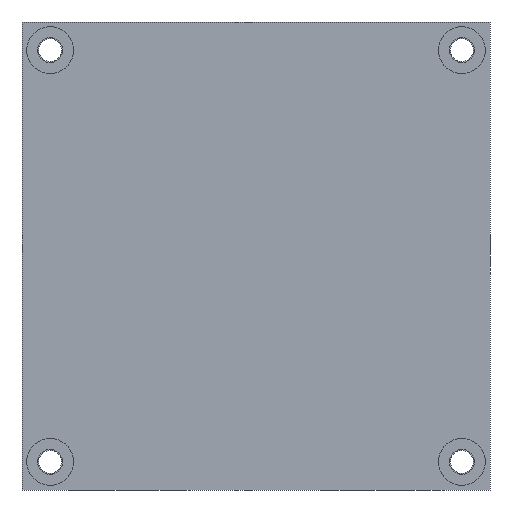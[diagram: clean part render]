
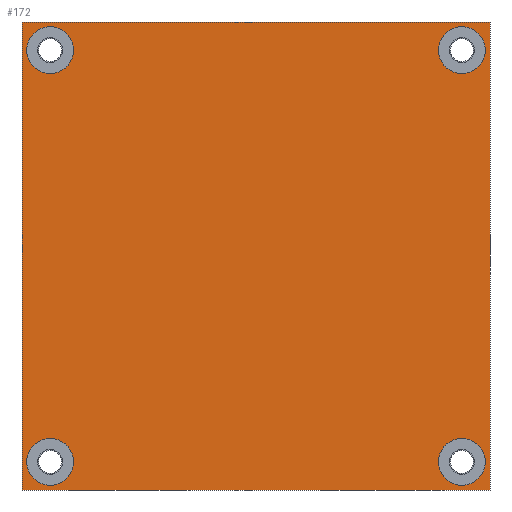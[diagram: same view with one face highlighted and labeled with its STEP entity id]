
A CAD part, front view. The second image highlights one B-rep face of the part: STEP entity #172.
In plain terms, the highlighted planar face has unit normal (0, -1, 0).
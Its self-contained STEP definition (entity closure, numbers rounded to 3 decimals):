
#172 = ADVANCED_FACE( '', ( #395, #396, #397, #398, #399 ), #400, .T. );
#395 = FACE_BOUND( '', #629, .T. );
#396 = FACE_BOUND( '', #630, .T. );
#397 = FACE_BOUND( '', #631, .T. );
#398 = FACE_BOUND( '', #632, .T. );
#399 = FACE_OUTER_BOUND( '', #633, .T. );
#400 = PLANE( '', #634 );
#629 = EDGE_LOOP( '', ( #1335, #1336 ) );
#630 = EDGE_LOOP( '', ( #1337, #1338 ) );
#631 = EDGE_LOOP( '', ( #1339, #1340 ) );
#632 = EDGE_LOOP( '', ( #1341, #1342 ) );
#633 = EDGE_LOOP( '', ( #1343, #1344, #1345, #1346 ) );
#634 = AXIS2_PLACEMENT_3D( '', #1347, #1348, #1349 );
#1335 = ORIENTED_EDGE( '', *, *, #1490, .T. );
#1336 = ORIENTED_EDGE( '', *, *, #1521, .T. );
#1337 = ORIENTED_EDGE( '', *, *, #1475, .T. );
#1338 = ORIENTED_EDGE( '', *, *, #1528, .T. );
#1339 = ORIENTED_EDGE( '', *, *, #1460, .T. );
#1340 = ORIENTED_EDGE( '', *, *, #1535, .T. );
#1341 = ORIENTED_EDGE( '', *, *, #1445, .T. );
#1342 = ORIENTED_EDGE( '', *, *, #1542, .T. );
#1343 = ORIENTED_EDGE( '', *, *, #1587, .T. );
#1344 = ORIENTED_EDGE( '', *, *, #1580, .F. );
#1345 = ORIENTED_EDGE( '', *, *, #1588, .T. );
#1346 = ORIENTED_EDGE( '', *, *, #1585, .T. );
#1347 = CARTESIAN_POINT( '', ( 50., 0., 0. ) );
#1348 = DIRECTION( '', ( 0., -1., 0. ) );
#1349 = DIRECTION( '', ( 1., 0., 0. ) );
#1445 = EDGE_CURVE( '', #1725, #1729, #1731, .T. );
#1460 = EDGE_CURVE( '', #1754, #1758, #1760, .T. );
#1475 = EDGE_CURVE( '', #1783, #1787, #1789, .T. );
#1490 = EDGE_CURVE( '', #1812, #1816, #1818, .T. );
#1521 = EDGE_CURVE( '', #1816, #1812, #1865, .T. );
#1528 = EDGE_CURVE( '', #1787, #1783, #1872, .T. );
#1535 = EDGE_CURVE( '', #1758, #1754, #1879, .T. );
#1542 = EDGE_CURVE( '', #1729, #1725, #1886, .T. );
#1580 = EDGE_CURVE( '', #1926, #1921, #1928, .T. );
#1585 = EDGE_CURVE( '', #1936, #1934, #1937, .T. );
#1587 = EDGE_CURVE( '', #1934, #1921, #1939, .T. );
#1588 = EDGE_CURVE( '', #1926, #1936, #1940, .T. );
#1725 = VERTEX_POINT( '', #2112 );
#1729 = VERTEX_POINT( '', #2117 );
#1731 = CIRCLE( '', #2120, 5. );
#1754 = VERTEX_POINT( '', #2149 );
#1758 = VERTEX_POINT( '', #2154 );
#1760 = CIRCLE( '', #2157, 5. );
#1783 = VERTEX_POINT( '', #2186 );
#1787 = VERTEX_POINT( '', #2191 );
#1789 = CIRCLE( '', #2194, 5. );
#1812 = VERTEX_POINT( '', #2223 );
#1816 = VERTEX_POINT( '', #2228 );
#1818 = CIRCLE( '', #2231, 5. );
#1865 = CIRCLE( '', #2358, 5. );
#1872 = CIRCLE( '', #2365, 5. );
#1879 = CIRCLE( '', #2372, 5. );
#1886 = CIRCLE( '', #2379, 5. );
#1921 = VERTEX_POINT( '', #2414 );
#1926 = VERTEX_POINT( '', #2421 );
#1928 = LINE( '', #2424, #2425 );
#1934 = VERTEX_POINT( '', #2434 );
#1936 = VERTEX_POINT( '', #2437 );
#1937 = LINE( '', #2438, #2439 );
#1939 = LINE( '', #2442, #2443 );
#1940 = LINE( '', #2444, #2445 );
#2112 = CARTESIAN_POINT( '', ( 49., 0., 6. ) );
#2117 = CARTESIAN_POINT( '', ( 39., 0., 6. ) );
#2120 = AXIS2_PLACEMENT_3D( '', #2585, #2586, #2587 );
#2149 = CARTESIAN_POINT( '', ( -39., 0., 94. ) );
#2154 = CARTESIAN_POINT( '', ( -49., 0., 94. ) );
#2157 = AXIS2_PLACEMENT_3D( '', #2614, #2615, #2616 );
#2186 = CARTESIAN_POINT( '', ( 49., 0., 94. ) );
#2191 = CARTESIAN_POINT( '', ( 39., 0., 94. ) );
#2194 = AXIS2_PLACEMENT_3D( '', #2643, #2644, #2645 );
#2223 = CARTESIAN_POINT( '', ( -39., 0., 6. ) );
#2228 = CARTESIAN_POINT( '', ( -49., 0., 6. ) );
#2231 = AXIS2_PLACEMENT_3D( '', #2672, #2673, #2674 );
#2358 = AXIS2_PLACEMENT_3D( '', #2731, #2732, #2733 );
#2365 = AXIS2_PLACEMENT_3D( '', #2752, #2753, #2754 );
#2372 = AXIS2_PLACEMENT_3D( '', #2773, #2774, #2775 );
#2379 = AXIS2_PLACEMENT_3D( '', #2794, #2795, #2796 );
#2414 = CARTESIAN_POINT( '', ( -50., 0., 100. ) );
#2421 = CARTESIAN_POINT( '', ( -50., 0., 0. ) );
#2424 = CARTESIAN_POINT( '', ( -50., 0., 0. ) );
#2425 = VECTOR( '', #2902, 1. );
#2434 = CARTESIAN_POINT( '', ( 50., 0., 100. ) );
#2437 = CARTESIAN_POINT( '', ( 50., 0., 0. ) );
#2438 = CARTESIAN_POINT( '', ( 50., 0., 0. ) );
#2439 = VECTOR( '', #2907, 1. );
#2442 = CARTESIAN_POINT( '', ( -50., 0., 100. ) );
#2443 = VECTOR( '', #2909, 1. );
#2444 = CARTESIAN_POINT( '', ( -50., 0., 0. ) );
#2445 = VECTOR( '', #2910, 1. );
#2585 = CARTESIAN_POINT( '', ( 44., 0., 6. ) );
#2586 = DIRECTION( '', ( 0., 1., 0. ) );
#2587 = DIRECTION( '', ( 1., 0., 0. ) );
#2614 = CARTESIAN_POINT( '', ( -44., 0., 94. ) );
#2615 = DIRECTION( '', ( 0., 1., 0. ) );
#2616 = DIRECTION( '', ( 1., 0., 0. ) );
#2643 = CARTESIAN_POINT( '', ( 44., 0., 94. ) );
#2644 = DIRECTION( '', ( 0., 1., 0. ) );
#2645 = DIRECTION( '', ( 1., 0., 0. ) );
#2672 = CARTESIAN_POINT( '', ( -44., 0., 6. ) );
#2673 = DIRECTION( '', ( 0., 1., 0. ) );
#2674 = DIRECTION( '', ( 1., 0., 0. ) );
#2731 = CARTESIAN_POINT( '', ( -44., 0., 6. ) );
#2732 = DIRECTION( '', ( 0., 1., 0. ) );
#2733 = DIRECTION( '', ( 1., 0., 0. ) );
#2752 = CARTESIAN_POINT( '', ( 44., 0., 94. ) );
#2753 = DIRECTION( '', ( 0., 1., 0. ) );
#2754 = DIRECTION( '', ( 1., 0., 0. ) );
#2773 = CARTESIAN_POINT( '', ( -44., 0., 94. ) );
#2774 = DIRECTION( '', ( 0., 1., 0. ) );
#2775 = DIRECTION( '', ( 1., 0., 0. ) );
#2794 = CARTESIAN_POINT( '', ( 44., 0., 6. ) );
#2795 = DIRECTION( '', ( 0., 1., 0. ) );
#2796 = DIRECTION( '', ( 1., 0., 0. ) );
#2902 = DIRECTION( '', ( 0., 0., 1. ) );
#2907 = DIRECTION( '', ( 0., 0., 1. ) );
#2909 = DIRECTION( '', ( -1., 0., 0. ) );
#2910 = DIRECTION( '', ( 1., 0., 0. ) );
